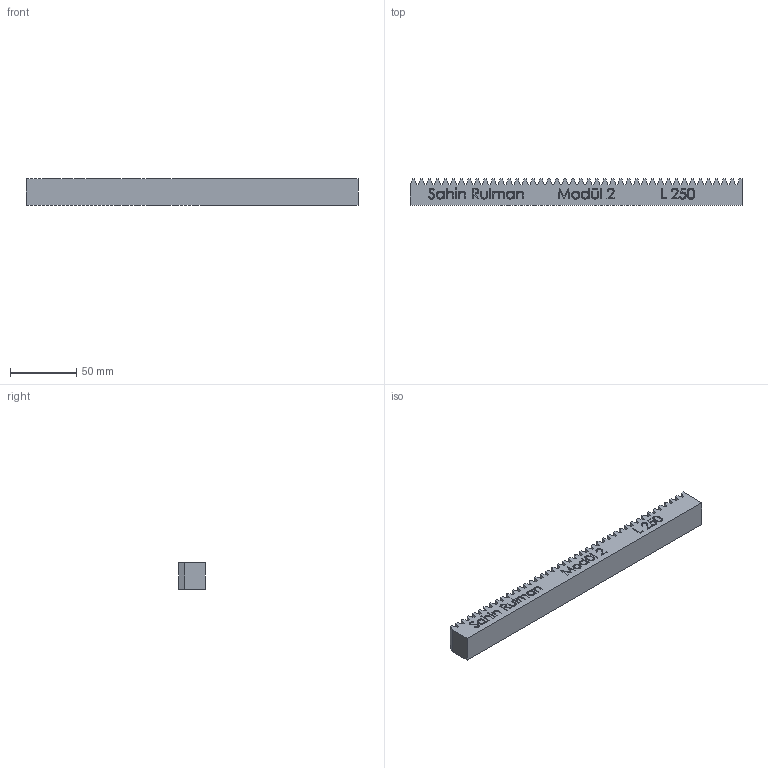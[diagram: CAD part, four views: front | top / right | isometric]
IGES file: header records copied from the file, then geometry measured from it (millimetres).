
Start section: SolidWorks IGES file using analytic representation for surfaces
Global section: file name: L250.IGS; native system: SolidWorks 2011; preprocessor: SolidWorks 2011; author: Mheart; date: 120319.222617; units: millimetre
Bounding box: 250 x 20 x 20 mm (x, y, z)
Surface area: 26310.7 mm2 (no closed solid volume)
Topology: 0 solids, 0 shells, 460 faces, 5546 edges, 5546 vertices
Faces by surface type: bspline 460
